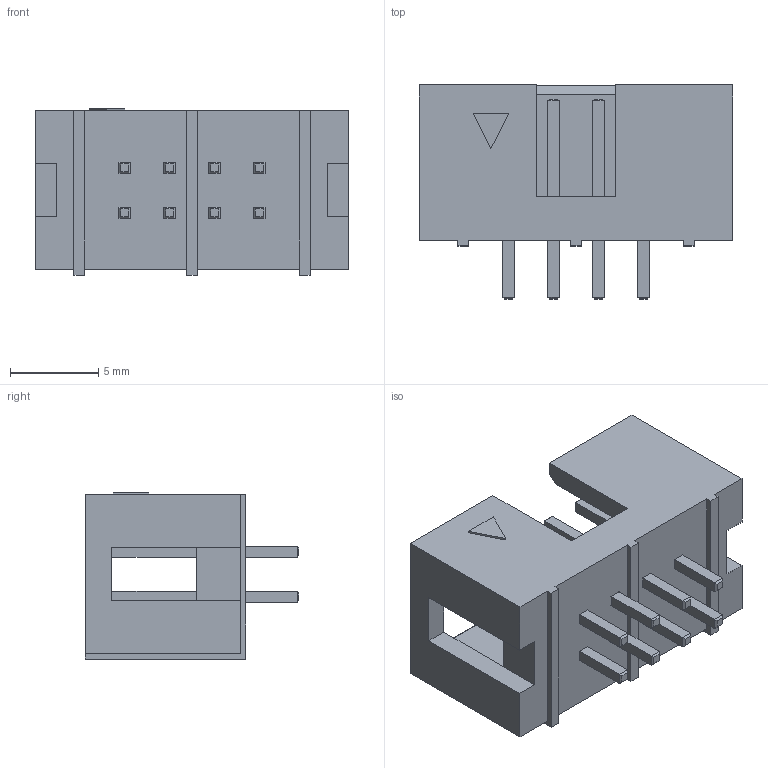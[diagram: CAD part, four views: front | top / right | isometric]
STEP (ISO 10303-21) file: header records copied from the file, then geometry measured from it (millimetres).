
FILE_DESCRIPTION (( 'STEP AP214' ), '1' );
FILE_NAME ('BH-08.step', '2021-01-16T12:42:42', ( '' ), ( '' ), 'SwSTEP 2.0', 'SolidWorks 2020', '' );
FILE_SCHEMA (( 'AUTOMOTIVE_DESIGN' ));
Length unit declared in the file: millimetre
Products named in the file (1): BH-08
Bounding box: 17.76 x 12.1 x 9.4 mm (x, y, z)
Volume: 714.9 mm3; surface area: 1307.2 mm2
Topology: 9 solids, 9 shells, 193 faces, 462 edges, 284 vertices
Faces by surface type: plane 193
Entity records: 6758 total; most frequent: CARTESIAN_POINT 940, ORIENTED_EDGE 924, DIRECTION 850, LINE 462, EDGE_CURVE 462, VECTOR 462, VERTEX_POINT 284, EDGE_LOOP 210
